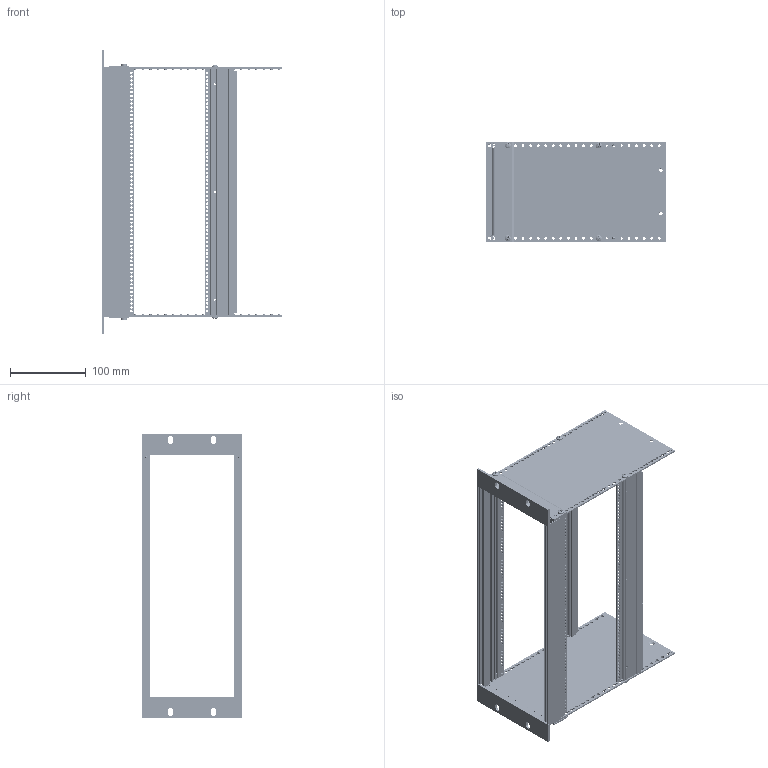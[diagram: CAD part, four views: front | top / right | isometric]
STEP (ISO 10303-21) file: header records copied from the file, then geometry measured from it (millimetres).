
FILE_DESCRIPTION(/* description */ (''),/* implementation_level */ '2;1');
FILE_NAME(/* name */ '53243625_BGT 24360 Pi.stp',/* time_stamp */ '2022-09-20T13:19:46+02:00',/* author */ ('kotzmaier'),/* organization */ (''),/* preprocessor_version */ 'ST-DEVELOPER v18.1',/* originating_system */ 'Autodesk Inventor 2022',/* authorisation */ '');
FILE_SCHEMA (('AUTOMOTIVE_DESIGN { 1 0 10303 214 3 1 1 }'));
Length unit declared in the file: millimetre
Products named in the file (12): 53243625_BGT 24360 Pi; BSW_24300_3D; FL_3HE_3D; PF_63TE_3D; GS_I_63TE_3D; PB_63TE_3D; SHR_Z_M4X12-SONDER_3D; GS_II_63TE_3D; GWDSTI M2,5x5 DIN 553_3D; GWDSTI M2,5x8 DIN 553_3D; IS_42TE_3D; IS_21TE_3D PART1
Assembly tree (28 placements, depth 2):
  53243625_BGT 24360 Pi
    BSW_24300_3D  x2
    FL_3HE_3D  x2
    PF_63TE_3D  x2
    GS_I_63TE_3D  x2
    PB_63TE_3D  x2
    SHR_Z_M4X12-SONDER_3D  x8
    GS_II_63TE_3D  x2
    GWDSTI M2,5x5 DIN 553_3D  x2
    GWDSTI M2,5x8 DIN 553_3D  x2
    IS_42TE_3D  x2
    IS_21TE_3D PART1  x2
Bounding box: 238.2 x 132.5 x 375.92 mm (x, y, z)
Volume: 359786.8 mm3; surface area: 417999.2 mm2
Topology: 28 solids, 28 shells, 1934 faces, 5014 edges, 3328 vertices
Faces by surface type: cylinder 1140, plane 738, cone 32, torus 16, sphere 8
Full cylindrical faces by diameter (mm): 2.5 x256, 3 x316, 3.141 x8, 3.2 x252, 3.8 x8, 4 x96, 4.5 x4, 8 x8
Entity records: 30795 total; most frequent: CARTESIAN_POINT 5869, DIRECTION 5218, ORIENTED_EDGE 4612, EDGE_CURVE 2306, AXIS2_PLACEMENT_3D 2035, EDGE_LOOP 1715, VERTEX_POINT 1535, LINE 1148
